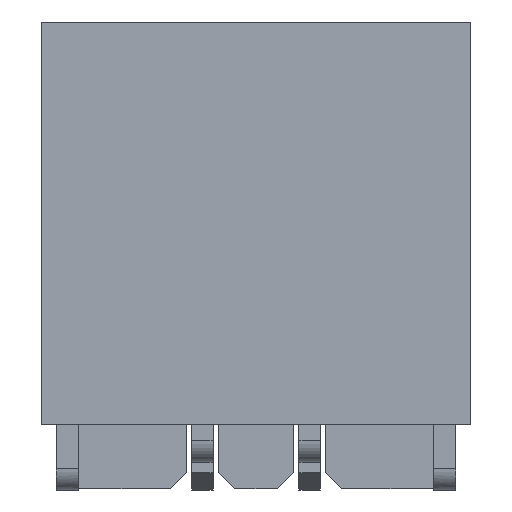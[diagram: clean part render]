
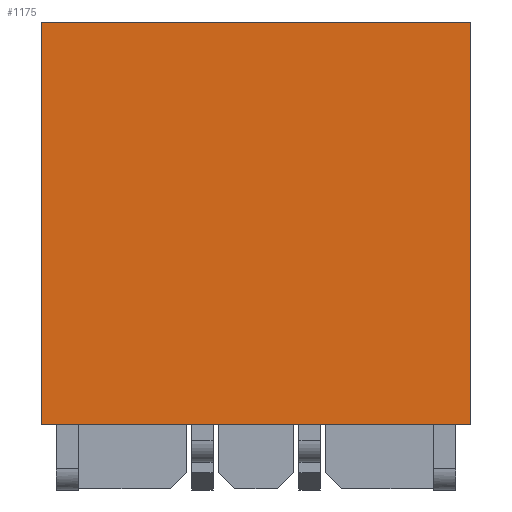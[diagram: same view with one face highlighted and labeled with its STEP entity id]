
A CAD part, front view. The second image highlights one B-rep face of the part: STEP entity #1175.
In plain terms, the highlighted planar face has unit normal (0, -1, 0).
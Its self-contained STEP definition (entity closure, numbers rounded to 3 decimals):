
#43 = VERTEX_POINT ( 'NONE', #2625 ) ;
#164 = CARTESIAN_POINT ( 'NONE',  ( -2., -1.853, 0.61 ) ) ;
#268 = VECTOR ( 'NONE', #3337, 1000. ) ;
#302 = LINE ( 'NONE', #737, #1478 ) ;
#329 = DIRECTION ( 'NONE',  ( -1., 0., 0. ) ) ;
#561 = ORIENTED_EDGE ( 'NONE', *, *, #1549, .F. ) ;
#737 = CARTESIAN_POINT ( 'NONE',  ( -2., -1.853, 4.359 ) ) ;
#780 = CARTESIAN_POINT ( 'NONE',  ( 2., -1.853, 4.359 ) ) ;
#959 = FACE_OUTER_BOUND ( 'NONE', #1863, .T. ) ;
#1113 = VECTOR ( 'NONE', #3744, 1000. ) ;
#1175 = ADVANCED_FACE ( 'NONE', ( #959 ), #1383, .T. ) ;
#1357 = EDGE_CURVE ( 'NONE', #43, #2789, #3614, .T. ) ;
#1383 = PLANE ( 'NONE',  #4649 ) ;
#1478 = VECTOR ( 'NONE', #3084, 1000. ) ;
#1549 = EDGE_CURVE ( 'NONE', #3235, #43, #5680, .T. ) ;
#1648 = CARTESIAN_POINT ( 'NONE',  ( 2., -1.853, 0.61 ) ) ;
#1863 = EDGE_LOOP ( 'NONE', ( #4651, #2870, #561, #2574 ) ) ;
#2574 = ORIENTED_EDGE ( 'NONE', *, *, #4374, .F. ) ;
#2625 = CARTESIAN_POINT ( 'NONE',  ( 2., -1.853, 0.61 ) ) ;
#2727 = VECTOR ( 'NONE', #329, 1000. ) ;
#2746 = CARTESIAN_POINT ( 'NONE',  ( 2., -1.853, 4.359 ) ) ;
#2789 = VERTEX_POINT ( 'NONE', #164 ) ;
#2870 = ORIENTED_EDGE ( 'NONE', *, *, #1357, .F. ) ;
#2878 = DIRECTION ( 'NONE',  ( 0., -1., 0. ) ) ;
#3084 = DIRECTION ( 'NONE',  ( 1., 0., 0. ) ) ;
#3235 = VERTEX_POINT ( 'NONE', #780 ) ;
#3337 = DIRECTION ( 'NONE',  ( 0., 0., 1. ) ) ;
#3614 = LINE ( 'NONE', #1648, #2727 ) ;
#3720 = DIRECTION ( 'NONE',  ( 0., 0., -1. ) ) ;
#3740 = VERTEX_POINT ( 'NONE', #3847 ) ;
#3744 = DIRECTION ( 'NONE',  ( 0., 0., -1. ) ) ;
#3813 = LINE ( 'NONE', #5713, #268 ) ;
#3847 = CARTESIAN_POINT ( 'NONE',  ( -2., -1.853, 4.359 ) ) ;
#4374 = EDGE_CURVE ( 'NONE', #3740, #3235, #302, .T. ) ;
#4418 = EDGE_CURVE ( 'NONE', #2789, #3740, #3813, .T. ) ;
#4649 = AXIS2_PLACEMENT_3D ( 'NONE', #5624, #2878, #3720 ) ;
#4651 = ORIENTED_EDGE ( 'NONE', *, *, #4418, .F. ) ;
#5624 = CARTESIAN_POINT ( 'NONE',  ( 0.5, -1.853, 2.185 ) ) ;
#5680 = LINE ( 'NONE', #2746, #1113 ) ;
#5713 = CARTESIAN_POINT ( 'NONE',  ( -2., -1.853, 4.359 ) ) ;
